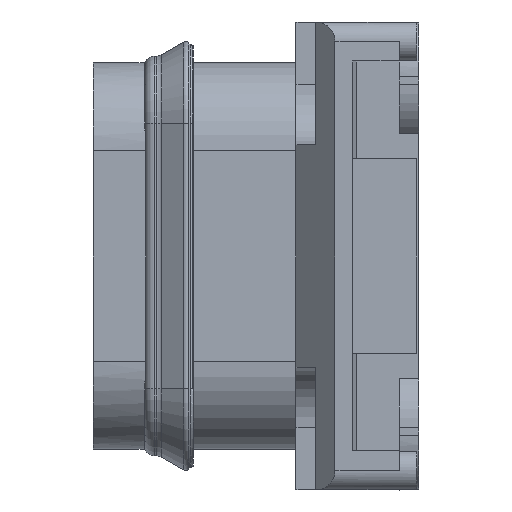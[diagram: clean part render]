
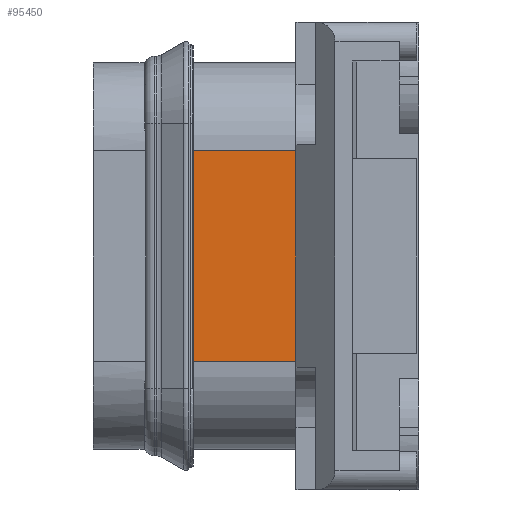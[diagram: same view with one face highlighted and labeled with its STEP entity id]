
A CAD part, left-side view. The second image highlights one B-rep face of the part: STEP entity #95450.
In plain terms, the highlighted face is planar.
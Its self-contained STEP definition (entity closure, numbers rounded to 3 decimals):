
#65310=CARTESIAN_POINT('',(-219.661,212.259,11.261));
#65320=VERTEX_POINT('',#65310);
#65350=CARTESIAN_POINT('',(-225.561,212.259,11.261));
#65360=DIRECTION('',(-1.,0.,0.));
#65370=VECTOR('',#65360,1.);
#65380=LINE('',#65350,#65370);
#65390=CARTESIAN_POINT('',(-230.461,212.259,11.261));
#65400=VERTEX_POINT('',#65390);
#65410=EDGE_CURVE('',#65320,#65400,#65380,.T.);
#79780=CARTESIAN_POINT('',(-219.661,212.259,6.));
#79790=VERTEX_POINT('',#79780);
#79820=CARTESIAN_POINT('',(-219.661,212.259,6.576));
#79830=DIRECTION('',(0.,0.,1.));
#79840=VECTOR('',#79830,1.);
#79850=LINE('',#79820,#79840);
#79860=EDGE_CURVE('',#79790,#65320,#79850,.T.);
#87510=CARTESIAN_POINT('',(-230.461,212.259,6.));
#87520=VERTEX_POINT('',#87510);
#87550=CARTESIAN_POINT('',(-225.561,212.259,6.));
#87560=DIRECTION('',(1.,0.,0.));
#87570=VECTOR('',#87560,1.);
#87580=LINE('',#87550,#87570);
#87590=EDGE_CURVE('',#87520,#79790,#87580,.T.);
#90860=CARTESIAN_POINT('',(-225.561,212.259,5.961));
#90870=DIRECTION('',(-0.,1.,0.));
#90880=DIRECTION('',(1.,0.,0.));
#90890=AXIS2_PLACEMENT_3D('',#90860,#90870,#90880);
#90900=PLANE('',#90890);
#95340=ORIENTED_EDGE('',*,*,#65410,.T.);
#95350=ORIENTED_EDGE('',*,*,#79860,.T.);
#95360=ORIENTED_EDGE('',*,*,#87590,.T.);
#95370=CARTESIAN_POINT('',(-230.461,212.259,6.576));
#95380=DIRECTION('',(0.,0.,-1.));
#95390=VECTOR('',#95380,1.);
#95400=LINE('',#95370,#95390);
#95410=EDGE_CURVE('',#65400,#87520,#95400,.T.);
#95420=ORIENTED_EDGE('',*,*,#95410,.T.);
#95430=EDGE_LOOP('',(#95420,#95360,#95350,#95340));
#95440=FACE_OUTER_BOUND('',#95430,.T.);
#95450=ADVANCED_FACE('',(#95440),#90900,.F.);
